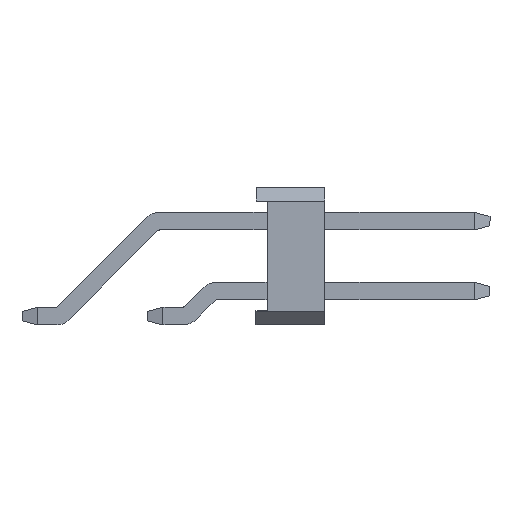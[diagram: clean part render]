
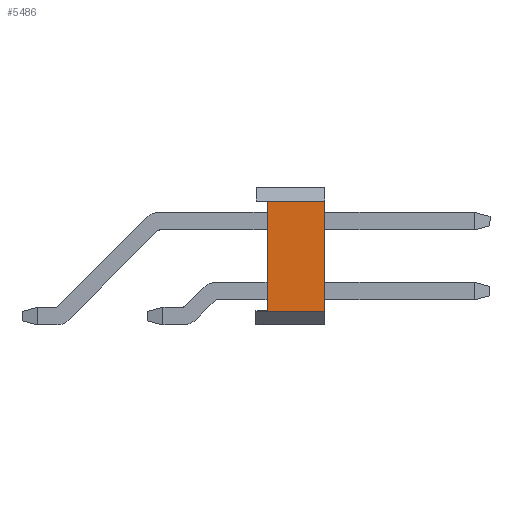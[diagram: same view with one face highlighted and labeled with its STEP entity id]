
A CAD part, left-side view. The second image highlights one B-rep face of the part: STEP entity #5486.
In plain terms, the highlighted planar face has unit normal (-1, 0, 0).
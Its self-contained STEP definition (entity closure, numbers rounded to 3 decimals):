
#93 = CARTESIAN_POINT ( 'NONE',  ( -3.81, -0.4, 1.99 ) ) ;
#250 = VECTOR ( 'NONE', #16848, 1000. ) ;
#468 = ORIENTED_EDGE ( 'NONE', *, *, #9752, .T. ) ;
#955 = DIRECTION ( 'NONE',  ( 0., 0., -1. ) ) ;
#1119 = CARTESIAN_POINT ( 'NONE',  ( -3.81, 0., 2. ) ) ;
#1761 = EDGE_CURVE ( 'NONE', #13554, #14405, #13671, .T. ) ;
#1778 = EDGE_LOOP ( 'NONE', ( #6634, #12554, #9306, #15607, #4222, #468, #4933, #16941 ) ) ;
#2108 = LINE ( 'NONE', #5136, #18368 ) ;
#2233 = CARTESIAN_POINT ( 'NONE',  ( -3.81, -2.5, 2. ) ) ;
#2838 = CARTESIAN_POINT ( 'NONE',  ( -3.81, 0., 1.99 ) ) ;
#2994 = DIRECTION ( 'NONE',  ( 0., -1., 0. ) ) ;
#3135 = VECTOR ( 'NONE', #3935, 1000. ) ;
#3611 = DIRECTION ( 'NONE',  ( 0., 0., -1. ) ) ;
#3935 = DIRECTION ( 'NONE',  ( 0., 1., 0. ) ) ;
#4217 = CARTESIAN_POINT ( 'NONE',  ( -3.81, -2.5, 2. ) ) ;
#4222 = ORIENTED_EDGE ( 'NONE', *, *, #7985, .F. ) ;
#4412 = DIRECTION ( 'NONE',  ( 0., -1., 0. ) ) ;
#4508 = VERTEX_POINT ( 'NONE', #16053 ) ;
#4695 = VERTEX_POINT ( 'NONE', #9616 ) ;
#4804 = CARTESIAN_POINT ( 'NONE',  ( -3.81, 0., -1.99 ) ) ;
#4933 = ORIENTED_EDGE ( 'NONE', *, *, #1761, .T. ) ;
#5136 = CARTESIAN_POINT ( 'NONE',  ( -3.81, 0., 2.5 ) ) ;
#5460 = LINE ( 'NONE', #4217, #3135 ) ;
#5486 = ADVANCED_FACE ( 'NONE', ( #15275 ), #10564, .F. ) ;
#5562 = EDGE_CURVE ( 'NONE', #10045, #14563, #12549, .T. ) ;
#6405 = DIRECTION ( 'NONE',  ( 0., 1., 0. ) ) ;
#6534 = CARTESIAN_POINT ( 'NONE',  ( -3.81, -2.5, 2.5 ) ) ;
#6634 = ORIENTED_EDGE ( 'NONE', *, *, #5562, .T. ) ;
#7408 = VECTOR ( 'NONE', #15464, 1000. ) ;
#7776 = CARTESIAN_POINT ( 'NONE',  ( -3.81, -0.4, -1.99 ) ) ;
#7974 = LINE ( 'NONE', #18330, #8546 ) ;
#7985 = EDGE_CURVE ( 'NONE', #11787, #4695, #7974, .T. ) ;
#8546 = VECTOR ( 'NONE', #16700, 1000. ) ;
#8600 = VERTEX_POINT ( 'NONE', #4804 ) ;
#9306 = ORIENTED_EDGE ( 'NONE', *, *, #15170, .T. ) ;
#9616 = CARTESIAN_POINT ( 'NONE',  ( -3.81, -2.5, -2. ) ) ;
#9637 = VECTOR ( 'NONE', #6405, 1000. ) ;
#9752 = EDGE_CURVE ( 'NONE', #11787, #13554, #5460, .T. ) ;
#10045 = VERTEX_POINT ( 'NONE', #16229 ) ;
#10564 = PLANE ( 'NONE',  #18238 ) ;
#11017 = CARTESIAN_POINT ( 'NONE',  ( -3.81, -2.5, -2. ) ) ;
#11477 = VECTOR ( 'NONE', #955, 1000. ) ;
#11787 = VERTEX_POINT ( 'NONE', #2233 ) ;
#12479 = EDGE_CURVE ( 'NONE', #14405, #10045, #14335, .T. ) ;
#12549 = LINE ( 'NONE', #16785, #11477 ) ;
#12554 = ORIENTED_EDGE ( 'NONE', *, *, #13408, .T. ) ;
#13408 = EDGE_CURVE ( 'NONE', #14563, #8600, #14959, .T. ) ;
#13525 = DIRECTION ( 'NONE',  ( 1., 0., 0. ) ) ;
#13554 = VERTEX_POINT ( 'NONE', #1119 ) ;
#13671 = LINE ( 'NONE', #17926, #250 ) ;
#13797 = LINE ( 'NONE', #11017, #7408 ) ;
#14335 = LINE ( 'NONE', #93, #18774 ) ;
#14405 = VERTEX_POINT ( 'NONE', #2838 ) ;
#14563 = VERTEX_POINT ( 'NONE', #18129 ) ;
#14959 = LINE ( 'NONE', #7776, #9637 ) ;
#15170 = EDGE_CURVE ( 'NONE', #8600, #4508, #2108, .T. ) ;
#15275 = FACE_OUTER_BOUND ( 'NONE', #1778, .T. ) ;
#15464 = DIRECTION ( 'NONE',  ( 0., -1., 0. ) ) ;
#15607 = ORIENTED_EDGE ( 'NONE', *, *, #18429, .T. ) ;
#16053 = CARTESIAN_POINT ( 'NONE',  ( -3.81, 0., -2. ) ) ;
#16229 = CARTESIAN_POINT ( 'NONE',  ( -3.81, -0.4, 1.99 ) ) ;
#16700 = DIRECTION ( 'NONE',  ( 0., 0., -1. ) ) ;
#16785 = CARTESIAN_POINT ( 'NONE',  ( -3.81, -0.4, 1.99 ) ) ;
#16848 = DIRECTION ( 'NONE',  ( 0., 0., -1. ) ) ;
#16941 = ORIENTED_EDGE ( 'NONE', *, *, #12479, .T. ) ;
#17926 = CARTESIAN_POINT ( 'NONE',  ( -3.81, 0., 2.5 ) ) ;
#18129 = CARTESIAN_POINT ( 'NONE',  ( -3.81, -0.4, -1.99 ) ) ;
#18238 = AXIS2_PLACEMENT_3D ( 'NONE', #6534, #13525, #4412 ) ;
#18330 = CARTESIAN_POINT ( 'NONE',  ( -3.81, -2.5, 2.5 ) ) ;
#18368 = VECTOR ( 'NONE', #3611, 1000. ) ;
#18429 = EDGE_CURVE ( 'NONE', #4508, #4695, #13797, .T. ) ;
#18774 = VECTOR ( 'NONE', #2994, 1000. ) ;
